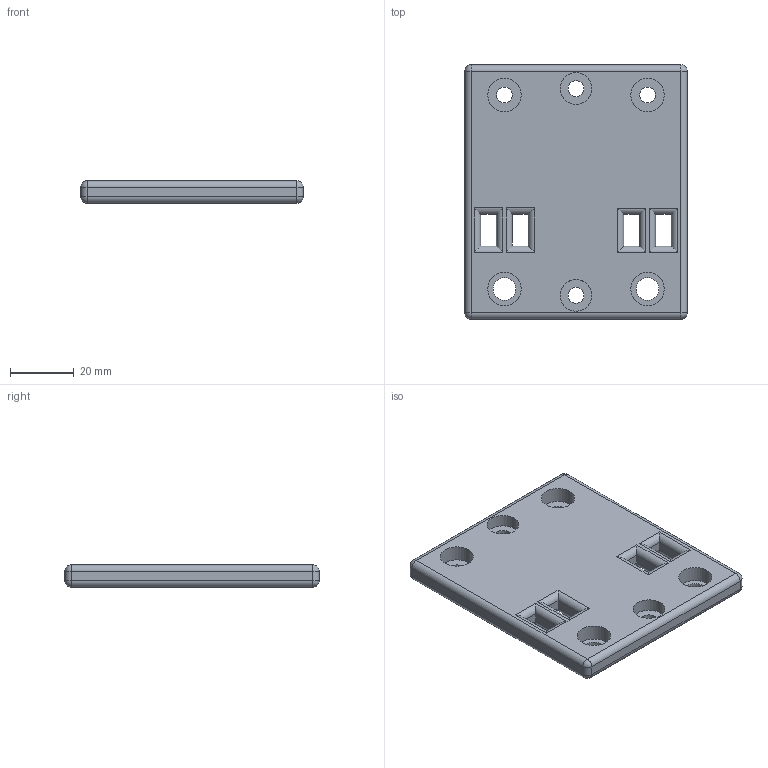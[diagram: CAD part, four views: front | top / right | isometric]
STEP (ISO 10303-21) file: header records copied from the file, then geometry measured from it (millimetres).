
FILE_DESCRIPTION(/* description */ (''),/* implementation_level */ '2;1');
FILE_NAME(/* name */ 'x-mounting-plate.step',/* time_stamp */ '2025-05-16T23:48:01-04:00',/* author */ (''),/* organization */ (''),/* preprocessor_version */ 'ST-DEVELOPER v20.1',/* originating_system */ 'Autodesk Translation Framework v14.4.0.0',/* authorisation */ '');
FILE_SCHEMA (('AUTOMOTIVE_DESIGN { 1 0 10303 214 3 1 1 }'));
Length unit declared in the file: millimetre
Products named in the file (1): x-mounting-plate-top
Bounding box: 70 x 80 x 7 mm (x, y, z)
Volume: 34326.2 mm3; surface area: 13850.4 mm2
Topology: 1 solids, 1 shells, 92 faces, 196 edges, 112 vertices
Faces by surface type: cylinder 56, plane 28, sphere 8
Full cylindrical faces by diameter (mm): 5 x4, 7.1 x2, 10 x2, 10.5 x4
Entity records: 2505 total; most frequent: DIRECTION 462, CARTESIAN_POINT 401, ORIENTED_EDGE 392, EDGE_CURVE 196, AXIS2_PLACEMENT_3D 173, EDGE_LOOP 118, LINE 116, VECTOR 116
